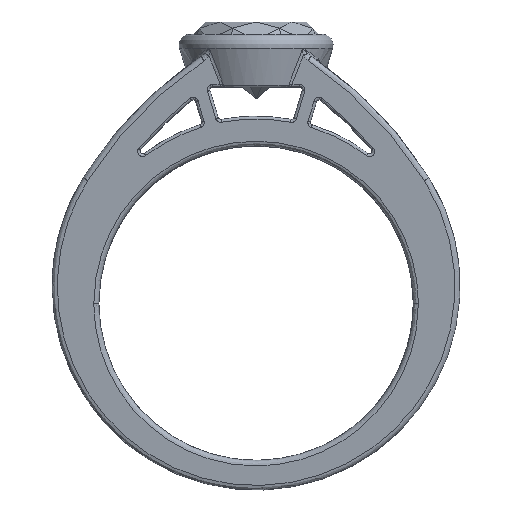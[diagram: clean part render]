
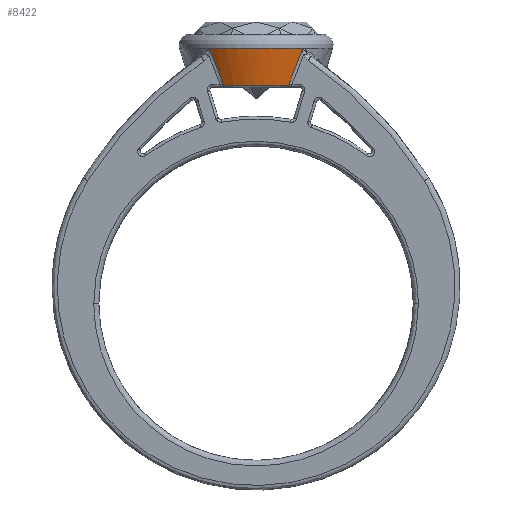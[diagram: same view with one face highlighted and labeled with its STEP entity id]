
A CAD part, top view. The second image highlights one B-rep face of the part: STEP entity #8422.
In plain terms, the highlighted free-form (B-spline) face has degree [2, 1] with [3, 2] control points.
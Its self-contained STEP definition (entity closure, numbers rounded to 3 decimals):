
#8108 = VERTEX_POINT('',#8109);
#8109 = CARTESIAN_POINT('',(-3.118,17.037,
    4.05));
#8117 = EDGE_CURVE('',#8118,#8108,#8120,.T.);
#8118 = VERTEX_POINT('',#8119);
#8119 = CARTESIAN_POINT('',(3.118,17.037,4.05));
#8120 = ( BOUNDED_CURVE() B_SPLINE_CURVE(2,(#8121,#8122,#8123),
.UNSPECIFIED.,.F.,.F.) B_SPLINE_CURVE_WITH_KNOTS((3,3),(6.283,
7.596),.PIECEWISE_BEZIER_KNOTS.) CURVE() 
GEOMETRIC_REPRESENTATION_ITEM() RATIONAL_B_SPLINE_CURVE((1.,
0.792,1.)) REPRESENTATION_ITEM('') );
#8121 = CARTESIAN_POINT('',(3.118,17.037,4.05
    ));
#8122 = CARTESIAN_POINT('',(0.,17.037,
    6.451));
#8123 = CARTESIAN_POINT('',(-3.118,17.037,
    4.05));
#8422 = ADVANCED_FACE('',(#8423),#8454,.T.);
#8423 = FACE_BOUND('',#8424,.T.);
#8424 = EDGE_LOOP('',(#8425,#8436,#8444,#8453));
#8425 = ORIENTED_EDGE('',*,*,#8426,.T.);
#8426 = EDGE_CURVE('',#8108,#8427,#8429,.T.);
#8427 = VERTEX_POINT('',#8428);
#8428 = CARTESIAN_POINT('',(-2.179,14.565,
    3.787));
#8429 = B_SPLINE_CURVE_WITH_KNOTS('',3,(#8430,#8431,#8432,#8433,#8434,
    #8435),.UNSPECIFIED.,.F.,.F.,(4,1,1,4),(0.,0.333,
    0.667,1.),.UNSPECIFIED.);
#8430 = CARTESIAN_POINT('',(-3.118,17.037,
    4.05));
#8431 = CARTESIAN_POINT('',(-3.012,16.738,
    4.018));
#8432 = CARTESIAN_POINT('',(-2.801,16.154,
    3.957));
#8433 = CARTESIAN_POINT('',(-2.489,15.332,3.87
    ));
#8434 = CARTESIAN_POINT('',(-2.283,14.815,
    3.814));
#8435 = CARTESIAN_POINT('',(-2.179,14.565,
    3.787));
#8436 = ORIENTED_EDGE('',*,*,#8437,.T.);
#8437 = EDGE_CURVE('',#8427,#8438,#8440,.T.);
#8438 = VERTEX_POINT('',#8439);
#8439 = CARTESIAN_POINT('',(2.179,14.565,3.787)
  );
#8440 = ( BOUNDED_CURVE() B_SPLINE_CURVE(2,(#8441,#8442,#8443),
.UNSPECIFIED.,.F.,.F.) B_SPLINE_CURVE_WITH_KNOTS((3,3),(0.,
1.044),.PIECEWISE_BEZIER_KNOTS.) CURVE() 
GEOMETRIC_REPRESENTATION_ITEM() RATIONAL_B_SPLINE_CURVE((1.,
0.867,1.)) REPRESENTATION_ITEM('') );
#8441 = CARTESIAN_POINT('',(-2.179,14.565,
    3.787));
#8442 = CARTESIAN_POINT('',(0.,14.565,
    5.041));
#8443 = CARTESIAN_POINT('',(2.179,14.565,3.787)
  );
#8444 = ORIENTED_EDGE('',*,*,#8445,.T.);
#8445 = EDGE_CURVE('',#8438,#8118,#8446,.T.);
#8446 = B_SPLINE_CURVE_WITH_KNOTS('',3,(#8447,#8448,#8449,#8450,#8451,
    #8452),.UNSPECIFIED.,.F.,.F.,(4,1,1,4),(0.,0.333,
    0.667,1.),.UNSPECIFIED.);
#8447 = CARTESIAN_POINT('',(2.179,14.565,3.787
    ));
#8448 = CARTESIAN_POINT('',(2.287,14.825,
    3.815));
#8449 = CARTESIAN_POINT('',(2.499,15.355,
    3.872));
#8450 = CARTESIAN_POINT('',(2.825,16.221,
    3.964));
#8451 = CARTESIAN_POINT('',(3.022,16.766,
    4.021));
#8452 = CARTESIAN_POINT('',(3.118,17.037,4.05));
#8453 = ORIENTED_EDGE('',*,*,#8117,.T.);
#8454 = ( BOUNDED_SURFACE() B_SPLINE_SURFACE(2,1,(
    (#8455,#8456)
    ,(#8457,#8458)
    ,(#8459,#8460
)),.UNSPECIFIED.,.F.,.F.,.F.) B_SPLINE_SURFACE_WITH_KNOTS((3,3),(2,2),(
    4.056,5.369),(0.859,3.131),
.PIECEWISE_BEZIER_KNOTS.) GEOMETRIC_REPRESENTATION_ITEM() 
RATIONAL_B_SPLINE_SURFACE((
    (1.,1.)
    ,(0.792,0.792)
,(1.,1.))) REPRESENTATION_ITEM('') SURFACE() );
#8455 = CARTESIAN_POINT('',(-2.666,14.565,
    3.462));
#8456 = CARTESIAN_POINT('',(-3.118,17.037,
    4.05));
#8457 = CARTESIAN_POINT('',(0.,14.565,
    5.515));
#8458 = CARTESIAN_POINT('',(0.,17.037,
    6.451));
#8459 = CARTESIAN_POINT('',(2.666,14.565,3.462
    ));
#8460 = CARTESIAN_POINT('',(3.118,17.037,
    4.05));
